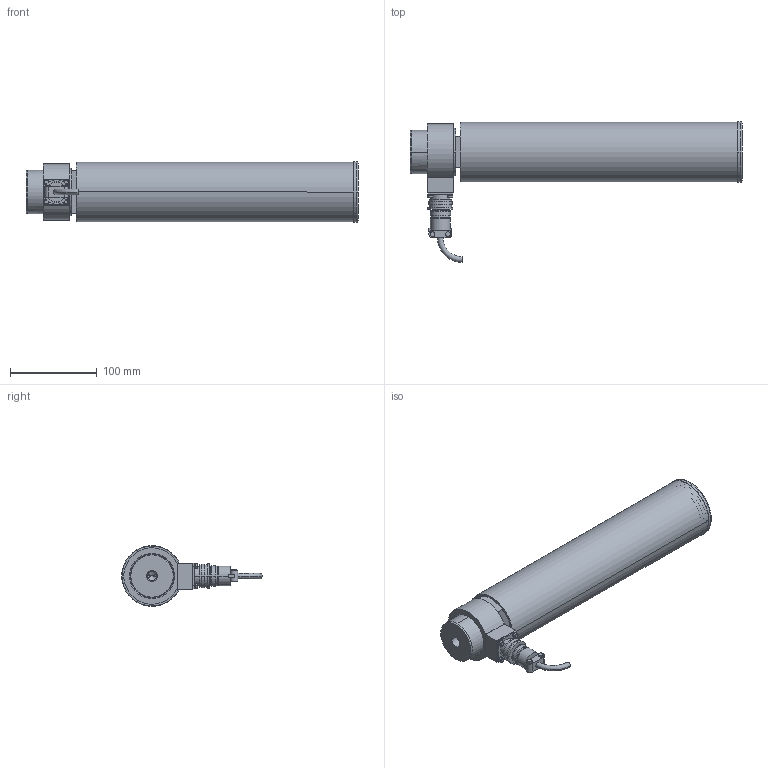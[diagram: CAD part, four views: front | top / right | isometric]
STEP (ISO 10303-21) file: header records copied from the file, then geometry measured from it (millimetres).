
FILE_DESCRIPTION((''),'2;1');
FILE_NAME('47703.stp','2007-09-21T10:17:21',(''),(''),'Mechanical Desktop 2007','Mechanical Desktop 2007',', , ');
FILE_SCHEMA(('CONFIG_CONTROL_DESIGN'));
Length unit declared in the file: millimetre
Products named in the file (28): R47703; R47708; TEIL1AAAAA; R4772604; TEIL1AAA; RILLENKUGELLAGER_6006; RILLENKUGELLAGER_6006A; R47679; TEIL1; L49026; TEIL1AAAA; FLANSCHDOSE_14S-2P 4-POLIG; FLANSCHDOSE_14S-2P_4-POLIG; R47795; TEIL1A; DINA3; R47795|AVE_RENDER; R47795|AVE_GLOBAL; R47675; TEIL1AA; I-6KT_SCHRAUBE_M3X25; I-6KT_SCHRAUBE_M3X25A; FEDERRING_M3; FEDERRING_M3A; LAMELLENSTOPFEN_D70A; LAMELLENSTOPFEN_D70; NUTMUTTER_M30X1.5; NUTMUTTER_M30X1.5A
Assembly tree (41 placements, depth 3):
  R47703
    R47708
      TEIL1AAAAA
    R4772604
      TEIL1AAA
    RILLENKUGELLAGER_6006  x2
      RILLENKUGELLAGER_6006A
    R47679
      TEIL1
    L49026
      TEIL1AAAA
    FLANSCHDOSE_14S-2P 4-POLIG
      FLANSCHDOSE_14S-2P_4-POLIG
    R47795
      TEIL1A
      DINA3
      R47795|AVE_RENDER  x8
      R47795|AVE_GLOBAL
    R47675
      TEIL1AA
    I-6KT_SCHRAUBE_M3X25  x4
      I-6KT_SCHRAUBE_M3X25A
    FEDERRING_M3  x4
      FEDERRING_M3A
    LAMELLENSTOPFEN_D70A
      LAMELLENSTOPFEN_D70
    NUTMUTTER_M30X1.5
      NUTMUTTER_M30X1.5A
Bounding box: 383 x 162.15 x 70 mm (x, y, z)
Volume: 830940.7 mm3; surface area: 284256.2 mm2
Topology: 19 solids, 19 shells, 441 faces, 1018 edges, 663 vertices
Faces by surface type: cylinder 207, plane 136, cone 54, torus 28, bspline 16
Entity records: 12180 total; most frequent: CARTESIAN_POINT 2862, DIRECTION 2087, ORIENTED_EDGE 1690, AXIS2_PLACEMENT_3D 873, EDGE_CURVE 845, VERTEX_POINT 550, CIRCLE 483, EDGE_LOOP 453
